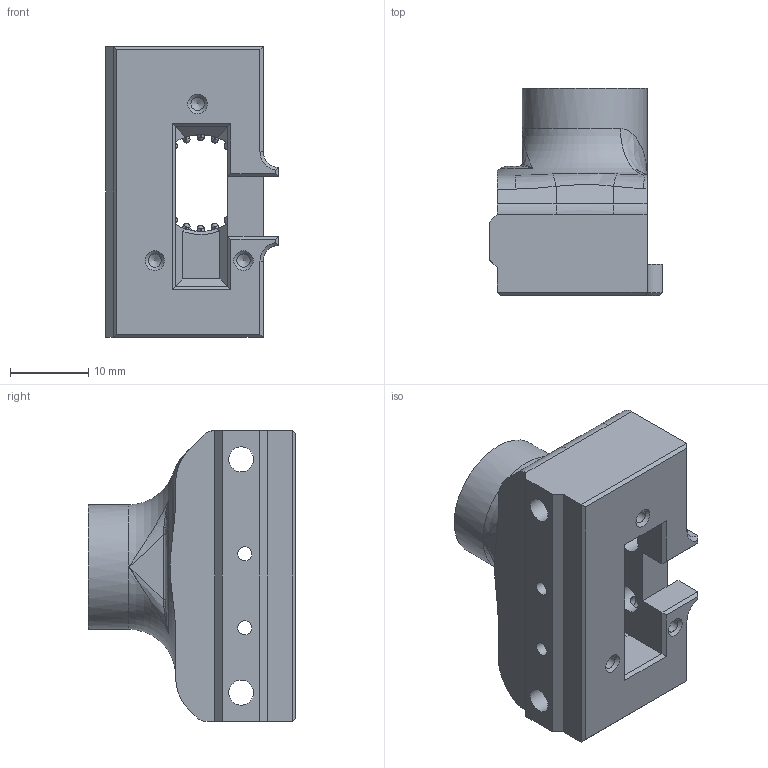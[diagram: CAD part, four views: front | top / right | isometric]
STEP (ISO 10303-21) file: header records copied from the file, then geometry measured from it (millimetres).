
FILE_DESCRIPTION(/* description */ (''),/* implementation_level */ '2;1');
FILE_NAME(/* name */ 'Housing.stp',/* time_stamp */ '2022-07-24T15:20:56+02:00',/* author */ ('Rama'),/* organization */ (''),/* preprocessor_version */ 'ST-DEVELOPER v18.1',/* originating_system */ 'Autodesk Inventor 2022',/* authorisation */ '');
FILE_SCHEMA (('AUTOMOTIVE_DESIGN { 1 0 10303 214 3 1 1 }'));
Length unit declared in the file: millimetre
Products named in the file (1): housing
Bounding box: 22.18 x 26.6 x 37.3 mm (x, y, z)
Volume: 9368.9 mm3; surface area: 5582.9 mm2
Topology: 1 solids, 1 shells, 311 faces, 780 edges, 469 vertices
Faces by surface type: bspline 173, plane 63, cylinder 44, cone 29, torus 2
Full cylindrical faces by diameter (mm): 1.7 x3, 1.82 x2, 3.2 x2, 3.6 x2, 5.8 x2, 16 x1
Entity records: 28489 total; most frequent: CARTESIAN_POINT 22407, ORIENTED_EDGE 1546, EDGE_CURVE 773, DIRECTION 746, VERTEX_POINT 469, B_SPLINE_CURVE_WITH_KNOTS 444, EDGE_LOOP 332, FACE_OUTER_BOUND 311
